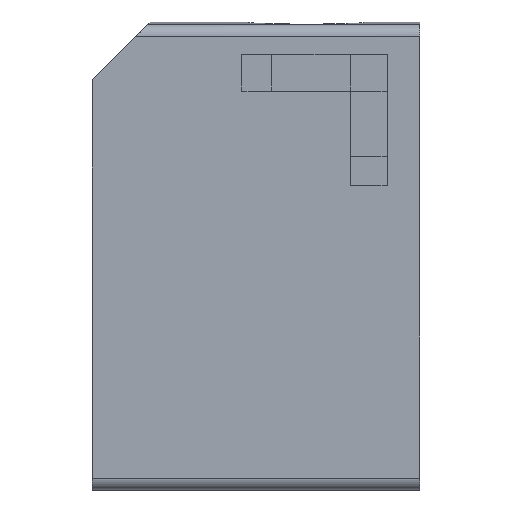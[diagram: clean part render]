
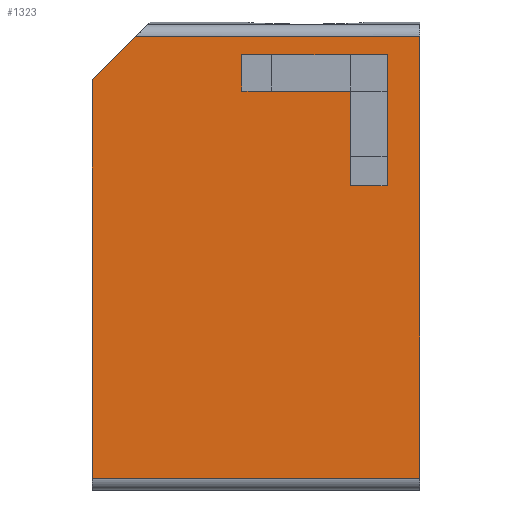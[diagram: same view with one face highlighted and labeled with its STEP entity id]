
A CAD part, front view. The second image highlights one B-rep face of the part: STEP entity #1323.
In plain terms, the highlighted planar face has unit normal (0, -1, 0).
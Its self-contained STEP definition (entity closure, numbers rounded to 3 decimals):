
#1280=AXIS2_PLACEMENT_3D('Plane Axis2P3D',#1277,#1278,#1279) ;
#186=CARTESIAN_POINT('Vertex',(28.,0.,1.)) ;
#189=CARTESIAN_POINT('Line Origine',(14.,0.,1.)) ;
#193=CARTESIAN_POINT('Vertex',(0.,0.,1.)) ;
#1114=CARTESIAN_POINT('Vertex',(12.8,0.,37.2)) ;
#1117=CARTESIAN_POINT('Line Origine',(12.8,0.,35.65)) ;
#1121=CARTESIAN_POINT('Vertex',(12.8,0.,34.1)) ;
#1141=CARTESIAN_POINT('Line Origine',(17.45,0.,34.1)) ;
#1145=CARTESIAN_POINT('Vertex',(22.1,0.,34.1)) ;
#1173=CARTESIAN_POINT('Line Origine',(22.1,0.,30.05)) ;
#1177=CARTESIAN_POINT('Vertex',(22.1,0.,26.)) ;
#1203=CARTESIAN_POINT('Line Origine',(23.65,0.,26.)) ;
#1207=CARTESIAN_POINT('Vertex',(25.2,0.,26.)) ;
#1227=CARTESIAN_POINT('Line Origine',(25.2,0.,31.6)) ;
#1231=CARTESIAN_POINT('Vertex',(25.2,0.,37.2)) ;
#1258=CARTESIAN_POINT('Line Origine',(19.,0.,37.2)) ;
#1277=CARTESIAN_POINT('Axis2P3D Location',(0.,0.,0.)) ;
#1282=CARTESIAN_POINT('Line Origine',(15.861,0.,38.772)) ;
#1286=CARTESIAN_POINT('Vertex',(3.722,0.,38.772)) ;
#1288=CARTESIAN_POINT('Vertex',(28.,0.,38.772)) ;
#1291=CARTESIAN_POINT('Line Origine',(1.861,0.,36.911)) ;
#1295=CARTESIAN_POINT('Vertex',(0.,0.,35.05)) ;
#1298=CARTESIAN_POINT('Line Origine',(0.,0.,18.025)) ;
#1303=CARTESIAN_POINT('Line Origine',(28.,0.,19.886)) ;
#190=DIRECTION('Vector Direction',(1.,0.,0.)) ;
#1118=DIRECTION('Vector Direction',(0.,0.,1.)) ;
#1142=DIRECTION('Vector Direction',(-1.,0.,0.)) ;
#1174=DIRECTION('Vector Direction',(0.,0.,1.)) ;
#1204=DIRECTION('Vector Direction',(-1.,0.,0.)) ;
#1228=DIRECTION('Vector Direction',(0.,0.,-1.)) ;
#1259=DIRECTION('Vector Direction',(1.,0.,0.)) ;
#1278=DIRECTION('Axis2P3D Direction',(0.,1.,0.)) ;
#1279=DIRECTION('Axis2P3D XDirection',(0.,0.,1.)) ;
#1283=DIRECTION('Vector Direction',(1.,0.,0.)) ;
#1292=DIRECTION('Vector Direction',(0.707,0.,0.707)) ;
#1299=DIRECTION('Vector Direction',(0.,0.,1.)) ;
#1304=DIRECTION('Vector Direction',(0.,0.,1.)) ;
#191=VECTOR('Line Direction',#190,1.) ;
#1119=VECTOR('Line Direction',#1118,1.) ;
#1143=VECTOR('Line Direction',#1142,1.) ;
#1175=VECTOR('Line Direction',#1174,1.) ;
#1205=VECTOR('Line Direction',#1204,1.) ;
#1229=VECTOR('Line Direction',#1228,1.) ;
#1260=VECTOR('Line Direction',#1259,1.) ;
#1284=VECTOR('Line Direction',#1283,1.) ;
#1293=VECTOR('Line Direction',#1292,1.) ;
#1300=VECTOR('Line Direction',#1299,1.) ;
#1305=VECTOR('Line Direction',#1304,1.) ;
#1309=ORIENTED_EDGE('',*,*,#1290,.F.) ;
#1310=ORIENTED_EDGE('',*,*,#1297,.F.) ;
#1311=ORIENTED_EDGE('',*,*,#1302,.T.) ;
#1312=ORIENTED_EDGE('',*,*,#195,.T.) ;
#1313=ORIENTED_EDGE('',*,*,#1307,.F.) ;
#1316=ORIENTED_EDGE('',*,*,#1262,.F.) ;
#1317=ORIENTED_EDGE('',*,*,#1233,.F.) ;
#1318=ORIENTED_EDGE('',*,*,#1209,.F.) ;
#1319=ORIENTED_EDGE('',*,*,#1179,.F.) ;
#1320=ORIENTED_EDGE('',*,*,#1147,.F.) ;
#1321=ORIENTED_EDGE('',*,*,#1123,.F.) ;
#1322=FACE_BOUND('',#1315,.T.) ;
#1323=ADVANCED_FACE('HOUSING',(#1314,#1322),#1281,.F.) ;
#195=EDGE_CURVE('',#194,#187,#192,.T.) ;
#1123=EDGE_CURVE('',#1115,#1122,#1120,.F.) ;
#1147=EDGE_CURVE('',#1122,#1146,#1144,.F.) ;
#1179=EDGE_CURVE('',#1146,#1178,#1176,.F.) ;
#1209=EDGE_CURVE('',#1178,#1208,#1206,.F.) ;
#1233=EDGE_CURVE('',#1208,#1232,#1230,.F.) ;
#1262=EDGE_CURVE('',#1232,#1115,#1261,.F.) ;
#1290=EDGE_CURVE('',#1287,#1289,#1285,.T.) ;
#1297=EDGE_CURVE('',#1296,#1287,#1294,.T.) ;
#1302=EDGE_CURVE('',#1296,#194,#1301,.F.) ;
#1307=EDGE_CURVE('',#1289,#187,#1306,.F.) ;
#1308=EDGE_LOOP('',(#1309,#1310,#1311,#1312,#1313)) ;
#1315=EDGE_LOOP('',(#1316,#1317,#1318,#1319,#1320,#1321)) ;
#1314=FACE_OUTER_BOUND('',#1308,.T.) ;
#192=LINE('Line',#189,#191) ;
#1120=LINE('Line',#1117,#1119) ;
#1144=LINE('Line',#1141,#1143) ;
#1176=LINE('Line',#1173,#1175) ;
#1206=LINE('Line',#1203,#1205) ;
#1230=LINE('Line',#1227,#1229) ;
#1261=LINE('Line',#1258,#1260) ;
#1285=LINE('Line',#1282,#1284) ;
#1294=LINE('Line',#1291,#1293) ;
#1301=LINE('Line',#1298,#1300) ;
#1306=LINE('Line',#1303,#1305) ;
#1281=PLANE('',#1280) ;
#187=VERTEX_POINT('',#186) ;
#194=VERTEX_POINT('',#193) ;
#1115=VERTEX_POINT('',#1114) ;
#1122=VERTEX_POINT('',#1121) ;
#1146=VERTEX_POINT('',#1145) ;
#1178=VERTEX_POINT('',#1177) ;
#1208=VERTEX_POINT('',#1207) ;
#1232=VERTEX_POINT('',#1231) ;
#1287=VERTEX_POINT('',#1286) ;
#1289=VERTEX_POINT('',#1288) ;
#1296=VERTEX_POINT('',#1295) ;
